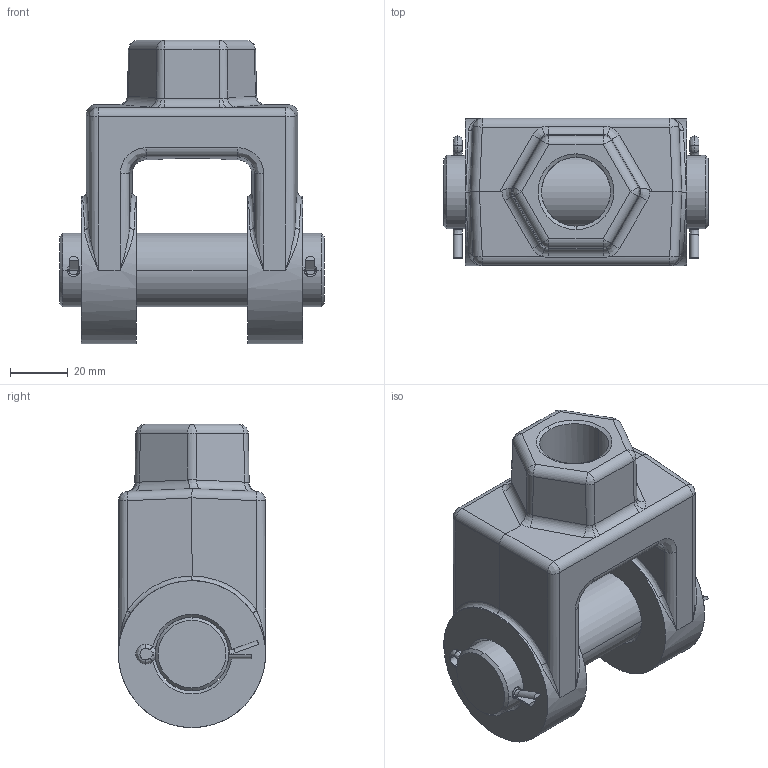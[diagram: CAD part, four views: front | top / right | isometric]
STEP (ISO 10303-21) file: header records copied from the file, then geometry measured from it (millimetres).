
FILE_DESCRIPTION (( 'STEP AP203' ), '1' );
FILE_NAME ('C1400-86.step', '2022-07-14T13:19:28', ( '' ), ( '' ), 'SwSTEP 2.0', 'SolidWorks 2021', '' );
FILE_SCHEMA (( 'CONFIG_CONTROL_DESIGN' ));
Length unit declared in the file: inch
Products named in the file (1): C1400-86
Bounding box: 91.31 x 50.8 x 104.77 mm (x, y, z)
Volume: 208285.6 mm3; surface area: 42369.6 mm2
Topology: 4 solids, 4 shells, 198 faces, 475 edges, 272 vertices
Faces by surface type: bspline 70, cylinder 69, plane 41, cone 18
Entity records: 9224 total; most frequent: CARTESIAN_POINT 4995, ORIENTED_EDGE 934, DIRECTION 799, EDGE_CURVE 467, AXIS2_PLACEMENT_3D 320, VERTEX_POINT 272, EDGE_LOOP 203, FACE_OUTER_BOUND 198
